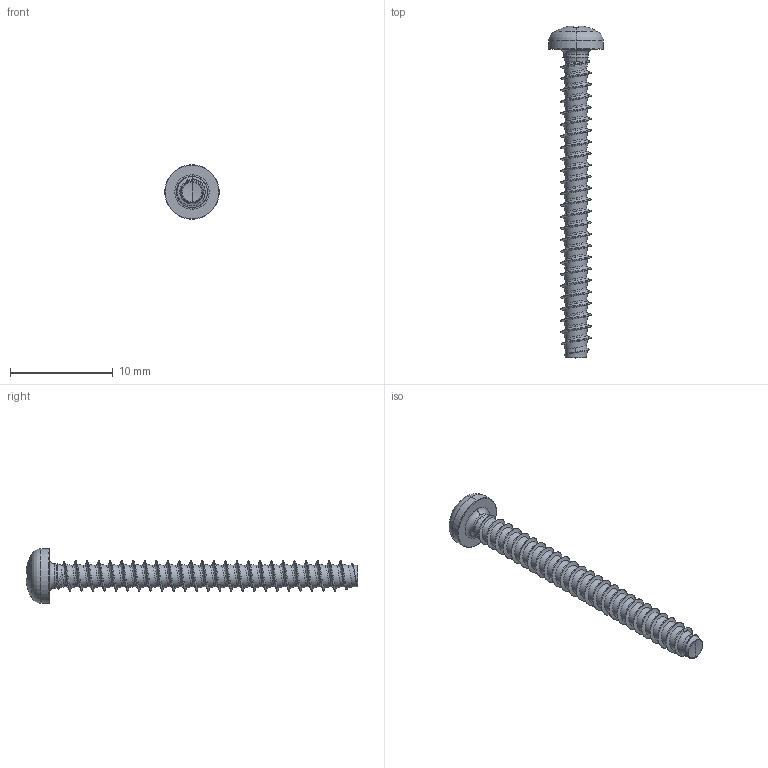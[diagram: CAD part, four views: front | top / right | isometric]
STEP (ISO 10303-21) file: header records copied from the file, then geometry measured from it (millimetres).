
FILE_DESCRIPTION (( 'STEP AP203' ), '1' );
FILE_NAME ('STP220300300.STEP', '2017-08-15T02:50:13', ( '' ), ( '' ), 'SwSTEP 2.0', 'SolidWorks 2015', '' );
FILE_SCHEMA (( 'CONFIG_CONTROL_DESIGN' ));
Length unit declared in the file: millimetre
Products named in the file (1): STP220300300
Bounding box: 5.3 x 32.27 x 5.3 mm (x, y, z)
Volume: 160.4 mm3; surface area: 405.2 mm2
Topology: 1 solids, 1 shells, 219 faces, 542 edges, 325 vertices
Faces by surface type: cylinder 78, bspline 55, plane 30, torus 28, sphere 20, cone 8
Entity records: 36724 total; most frequent: CARTESIAN_POINT 32117, ORIENTED_EDGE 1080, DIRECTION 814, EDGE_CURVE 540, AXIS2_PLACEMENT_3D 346, VERTEX_POINT 325, EDGE_LOOP 221, FACE_OUTER_BOUND 219
